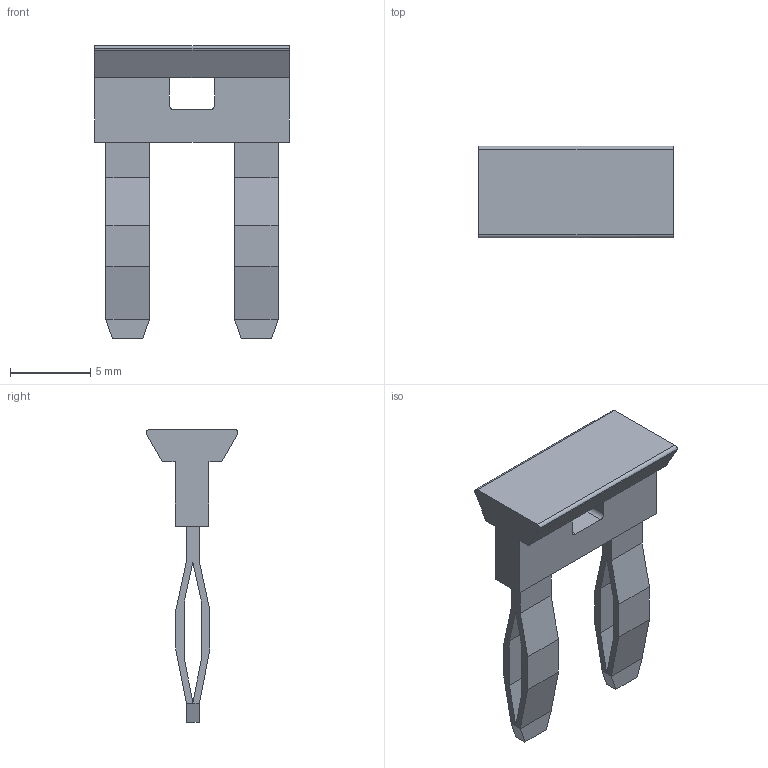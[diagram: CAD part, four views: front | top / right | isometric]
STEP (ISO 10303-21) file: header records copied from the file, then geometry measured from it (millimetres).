
FILE_DESCRIPTION(('CATIA V5R24 STEP','CAx-IF Rec.Pracs.--- Model Styling and Organization---1.2---2011-12-15'),'2;1');
FILE_NAME ('12359951_2_7760056366_S3D_SCM_SDI_P_CC.stp','2017-12-19T13:43:48+00:00',('none'),('Weidmueller'),'CATIA Version 5-6 Release 2014 SP4','CATIA V5 STEP AP214','none');
FILE_SCHEMA(('AUTOMOTIVE_DESIGN { 1 0 10303 214 1 1 1 1 }'));
Length unit declared in the file: millimetre
Products named in the file (1): 7760056366
Bounding box: 12.1 x 5.7 x 18.2 mm (x, y, z)
Volume: 262.2 mm3; surface area: 583.8 mm2
Topology: 3 solids, 3 shells, 62 faces, 166 edges, 108 vertices
Faces by surface type: plane 56, cylinder 6
Entity records: 1967 total; most frequent: CARTESIAN_POINT 397, ORIENTED_EDGE 332, DIRECTION 247, EDGE_CURVE 166, VECTOR 153, LINE 153, VERTEX_POINT 108, EDGE_LOOP 66
